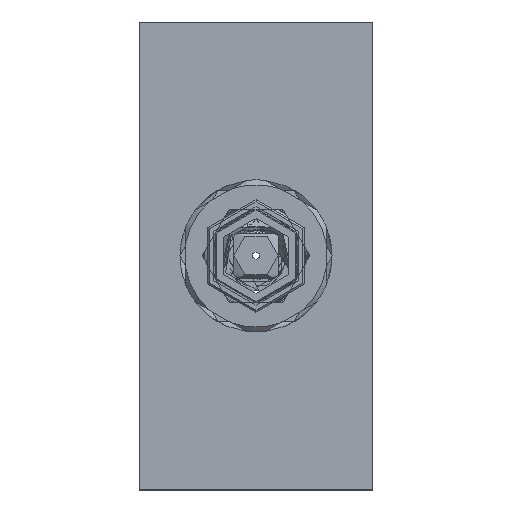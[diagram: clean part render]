
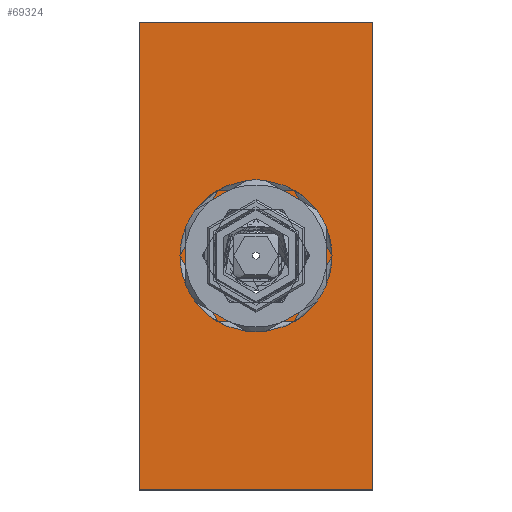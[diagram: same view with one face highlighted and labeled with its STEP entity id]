
A CAD part, top view. The second image highlights one B-rep face of the part: STEP entity #69324.
In plain terms, the highlighted planar face has unit normal (0, 0, 1).
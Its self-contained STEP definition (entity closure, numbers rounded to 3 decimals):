
#69179=DIRECTION('',(0.,-1.,0.));
#69180=VECTOR('',#69179,200.);
#69181=CARTESIAN_POINT('',(-50.,100.,554.2));
#69182=LINE('',#69181,#69180);
#69183=DIRECTION('',(-1.,0.,0.));
#69184=VECTOR('',#69183,100.);
#69185=CARTESIAN_POINT('',(50.,100.,554.2));
#69186=LINE('',#69185,#69184);
#69187=DIRECTION('',(0.,1.,0.));
#69188=VECTOR('',#69187,200.);
#69189=CARTESIAN_POINT('',(50.,-100.,554.2));
#69190=LINE('',#69189,#69188);
#69191=DIRECTION('',(1.,0.,0.));
#69192=VECTOR('',#69191,100.);
#69193=CARTESIAN_POINT('',(-50.,-100.,554.2));
#69194=LINE('',#69193,#69192);
#69195=CARTESIAN_POINT('',(0.,0.,554.2));
#69196=DIRECTION('',(0.,0.,1.));
#69197=DIRECTION('',(1.,0.,0.));
#69198=AXIS2_PLACEMENT_3D('',#69195,#69196,#69197);
#69200=CARTESIAN_POINT('',(0.,0.,554.2));
#69201=DIRECTION('',(0.,0.,1.));
#69202=DIRECTION('',(-1.,0.,0.));
#69203=AXIS2_PLACEMENT_3D('',#69200,#69201,#69202);
#69213=CARTESIAN_POINT('',(-50.,100.,554.2));
#69214=CARTESIAN_POINT('',(-50.,-100.,554.2));
#69215=VERTEX_POINT('',#69213);
#69216=VERTEX_POINT('',#69214);
#69217=CARTESIAN_POINT('',(50.,-100.,554.2));
#69218=VERTEX_POINT('',#69217);
#69219=CARTESIAN_POINT('',(50.,100.,554.2));
#69220=VERTEX_POINT('',#69219);
#69225=CARTESIAN_POINT('',(-25.,0.,554.2));
#69226=CARTESIAN_POINT('',(25.,0.,554.2));
#69227=VERTEX_POINT('',#69225);
#69228=VERTEX_POINT('',#69226);
#69307=CARTESIAN_POINT('',(0.,0.,554.2));
#69308=DIRECTION('',(0.,0.,1.));
#69309=DIRECTION('',(1.,0.,0.));
#69310=AXIS2_PLACEMENT_3D('',#69307,#69308,#69309);
#69311=PLANE('',#69310);
#69312=ORIENTED_EDGE('',*,*,#69259,.F.);
#69313=ORIENTED_EDGE('',*,*,#69274,.F.);
#69314=ORIENTED_EDGE('',*,*,#69288,.F.);
#69315=ORIENTED_EDGE('',*,*,#69301,.F.);
#69316=EDGE_LOOP('',(#69312,#69313,#69314,#69315));
#69317=FACE_OUTER_BOUND('',#69316,.F.);
#69319=ORIENTED_EDGE('',*,*,#69318,.T.);
#69321=ORIENTED_EDGE('',*,*,#69320,.T.);
#69322=EDGE_LOOP('',(#69319,#69321));
#69323=FACE_BOUND('',#69322,.F.);
#69324=ADVANCED_FACE('',(#69317,#69323),#69311,.T.);
#69199=CIRCLE('',#69198,25.);
#69204=CIRCLE('',#69203,25.);
#69259=EDGE_CURVE('',#69215,#69216,#69182,.T.);
#69274=EDGE_CURVE('',#69220,#69215,#69186,.T.);
#69288=EDGE_CURVE('',#69218,#69220,#69190,.T.);
#69301=EDGE_CURVE('',#69216,#69218,#69194,.T.);
#69318=EDGE_CURVE('',#69228,#69227,#69199,.T.);
#69320=EDGE_CURVE('',#69227,#69228,#69204,.T.);
